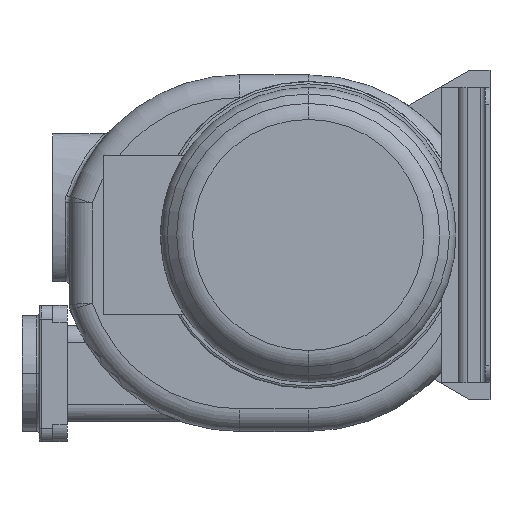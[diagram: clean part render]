
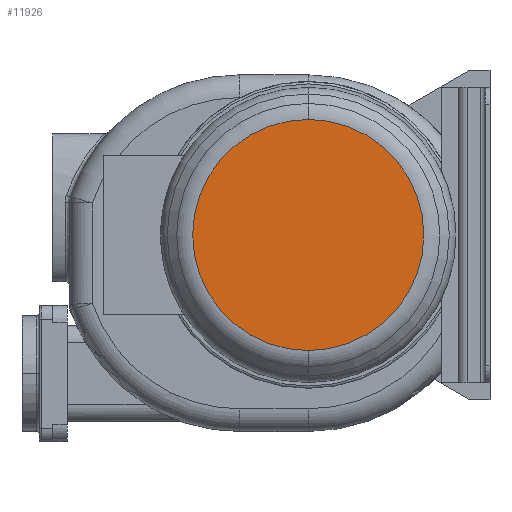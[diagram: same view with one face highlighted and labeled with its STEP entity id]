
A CAD part, left-side view. The second image highlights one B-rep face of the part: STEP entity #11926.
In plain terms, the highlighted planar face has unit normal (-1, 0, 0).
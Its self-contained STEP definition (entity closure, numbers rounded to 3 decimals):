
#1=CARTESIAN_POINT('',(0.,0.,0.));
#2=DIRECTION('',(-1.,0.,0.));
#3=DIRECTION('',(0.,0.,-1.));
#4=AXIS2_PLACEMENT_3D('',#1,#2,#3);
#6=CARTESIAN_POINT('',(0.,0.,0.));
#7=DIRECTION('',(-1.,0.,0.));
#8=DIRECTION('',(0.,0.,1.));
#9=AXIS2_PLACEMENT_3D('',#6,#7,#8);
#10600=CARTESIAN_POINT('',(0.,0.,-101.716));
#10601=CARTESIAN_POINT('',(0.,0.,101.716));
#10602=VERTEX_POINT('',#10600);
#10603=VERTEX_POINT('',#10601);
#11915=CARTESIAN_POINT('',(0.,0.,0.));
#11916=DIRECTION('',(1.,0.,0.));
#11917=DIRECTION('',(0.,0.,-1.));
#11918=AXIS2_PLACEMENT_3D('',#11915,#11916,#11917);
#11919=PLANE('',#11918);
#11921=ORIENTED_EDGE('',*,*,#11920,.F.);
#11923=ORIENTED_EDGE('',*,*,#11922,.F.);
#11924=EDGE_LOOP('',(#11921,#11923));
#11925=FACE_OUTER_BOUND('',#11924,.F.);
#11926=ADVANCED_FACE('',(#11925),#11919,.F.);
#5=CIRCLE('',#4,101.716);
#10=CIRCLE('',#9,101.716);
#11920=EDGE_CURVE('',#10602,#10603,#5,.T.);
#11922=EDGE_CURVE('',#10603,#10602,#10,.T.);
